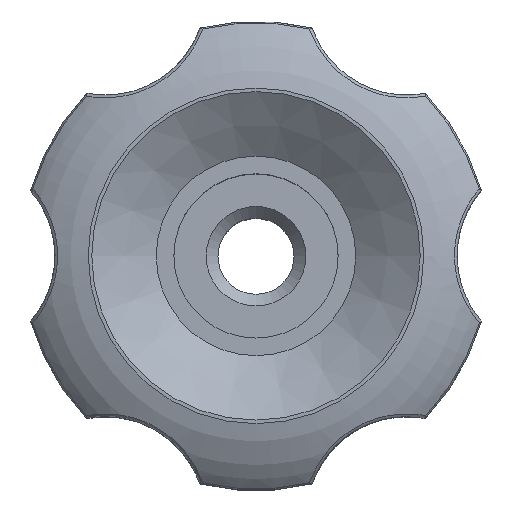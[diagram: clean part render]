
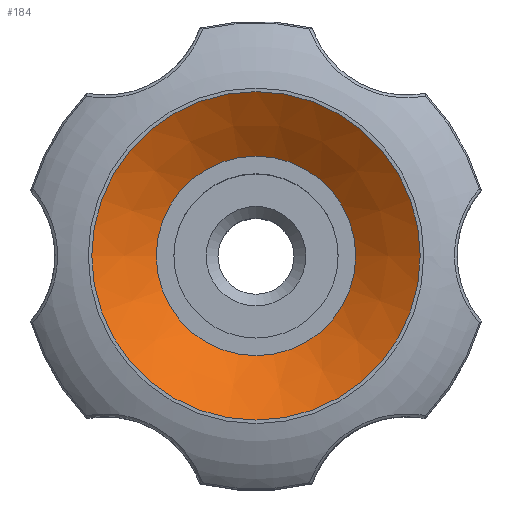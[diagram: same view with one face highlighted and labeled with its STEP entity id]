
A CAD part, top view. The second image highlights one B-rep face of the part: STEP entity #184.
In plain terms, the highlighted conical face has half-angle 55.359 degrees and reference radius 7 mm.
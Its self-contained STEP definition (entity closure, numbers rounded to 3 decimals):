
#184 = ADVANCED_FACE( '', ( #379, #380 ), #381, .F. );
#379 = FACE_BOUND( '', #2990, .T. );
#380 = FACE_OUTER_BOUND( '', #2991, .T. );
#381 = CONICAL_SURFACE( '', #2992, 7., 0.966 );
#2990 = EDGE_LOOP( '', ( #3419 ) );
#2991 = EDGE_LOOP( '', ( #3420 ) );
#2992 = AXIS2_PLACEMENT_3D( '', #3421, #3422, #3423 );
#3419 = ORIENTED_EDGE( '', *, *, #3471, .F. );
#3420 = ORIENTED_EDGE( '', *, *, #3558, .T. );
#3421 = CARTESIAN_POINT( '', ( 0., 0., 20. ) );
#3422 = DIRECTION( '', ( 0., 0., 1. ) );
#3423 = DIRECTION( '', ( 1., 0., 0. ) );
#3471 = EDGE_CURVE( '', #3684, #3684, #3685, .T. );
#3558 = EDGE_CURVE( '', #3816, #3816, #3817, .T. );
#3684 = VERTEX_POINT( '', #4570 );
#3685 = CIRCLE( '', #4571, 4.25 );
#3816 = VERTEX_POINT( '', #5588 );
#3817 = CIRCLE( '', #5589, 7. );
#4570 = CARTESIAN_POINT( '', ( 4.25, 0., 18.1 ) );
#4571 = AXIS2_PLACEMENT_3D( '', #6213, #6214, #6215 );
#5588 = CARTESIAN_POINT( '', ( 7., 0., 20. ) );
#5589 = AXIS2_PLACEMENT_3D( '', #6291, #6292, #6293 );
#6213 = CARTESIAN_POINT( '', ( 0., 0., 18.1 ) );
#6214 = DIRECTION( '', ( 0., 0., 1. ) );
#6215 = DIRECTION( '', ( 1., 0., 0. ) );
#6291 = CARTESIAN_POINT( '', ( 0., 0., 20. ) );
#6292 = DIRECTION( '', ( 0., 0., 1. ) );
#6293 = DIRECTION( '', ( 1., 0., 0. ) );
